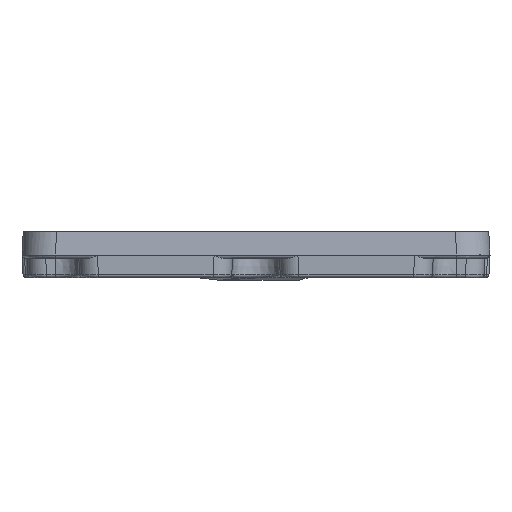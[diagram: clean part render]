
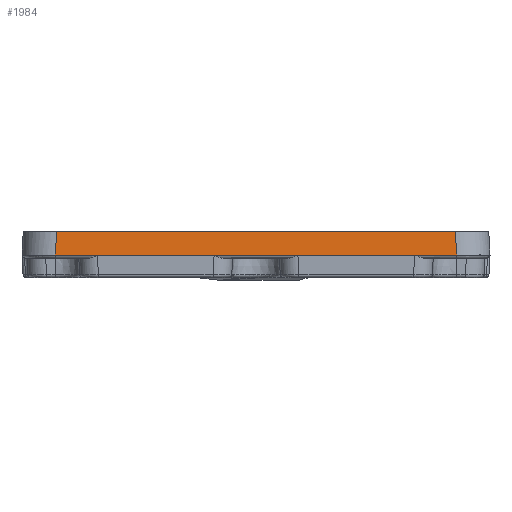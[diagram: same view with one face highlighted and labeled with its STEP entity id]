
A CAD part, front view. The second image highlights one B-rep face of the part: STEP entity #1984.
In plain terms, the highlighted planar face has unit normal (0, -0.999, 0.052).
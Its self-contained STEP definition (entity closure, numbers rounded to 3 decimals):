
#1984=ADVANCED_FACE('',(#3921),#3415,.F.);
#3415=PLANE('',#26853);
#3921=FACE_OUTER_BOUND('',#5753,.T.);
#5753=EDGE_LOOP('',(#12682,#12683,#12684,#12685));
#8369=LINE('',#46044,#9645);
#8384=LINE('',#46682,#9660);
#8388=LINE('',#46774,#9664);
#8470=LINE('',#47465,#9746);
#9645=VECTOR('',#30646,1.);
#9660=VECTOR('',#30783,1.);
#9664=VECTOR('',#30799,1.);
#9746=VECTOR('',#31099,1.);
#12682=ORIENTED_EDGE('',*,*,#21904,.T.);
#12683=ORIENTED_EDGE('',*,*,#22191,.F.);
#12684=ORIENTED_EDGE('',*,*,#22022,.F.);
#12685=ORIENTED_EDGE('',*,*,#22007,.F.);
#19317=VERTEX_POINT('',#46043);
#19318=VERTEX_POINT('',#46045);
#19420=VERTEX_POINT('',#46683);
#19428=VERTEX_POINT('',#46775);
#21904=EDGE_CURVE('',#19318,#19317,#8369,.T.);
#22007=EDGE_CURVE('',#19318,#19420,#8384,.T.);
#22022=EDGE_CURVE('',#19420,#19428,#8388,.T.);
#22191=EDGE_CURVE('',#19428,#19317,#8470,.T.);
#26853=AXIS2_PLACEMENT_3D('',#47467,#31102,#31103);
#30646=DIRECTION('',(-1.,0.,0.));
#30783=DIRECTION('',(0.052,-0.052,-0.997));
#30799=DIRECTION('',(-1.,0.,0.));
#31099=DIRECTION('',(0.052,0.052,0.997));
#31102=DIRECTION('',(0.,0.999,-0.052));
#31103=DIRECTION('',(1.,0.,0.));
#46043=CARTESIAN_POINT('',(-29.823,-116.815,3.5));
#46044=CARTESIAN_POINT('',(29.823,-116.815,3.5));
#46045=CARTESIAN_POINT('',(29.823,-116.815,3.5));
#46682=CARTESIAN_POINT('',(29.823,-116.815,3.5));
#46683=CARTESIAN_POINT('',(30.006,-116.999,0.));
#46774=CARTESIAN_POINT('',(30.006,-116.999,0.));
#46775=CARTESIAN_POINT('',(-30.007,-116.999,0.));
#47465=CARTESIAN_POINT('',(-30.007,-116.999,0.));
#47467=CARTESIAN_POINT('',(0.,-116.907,1.75));
